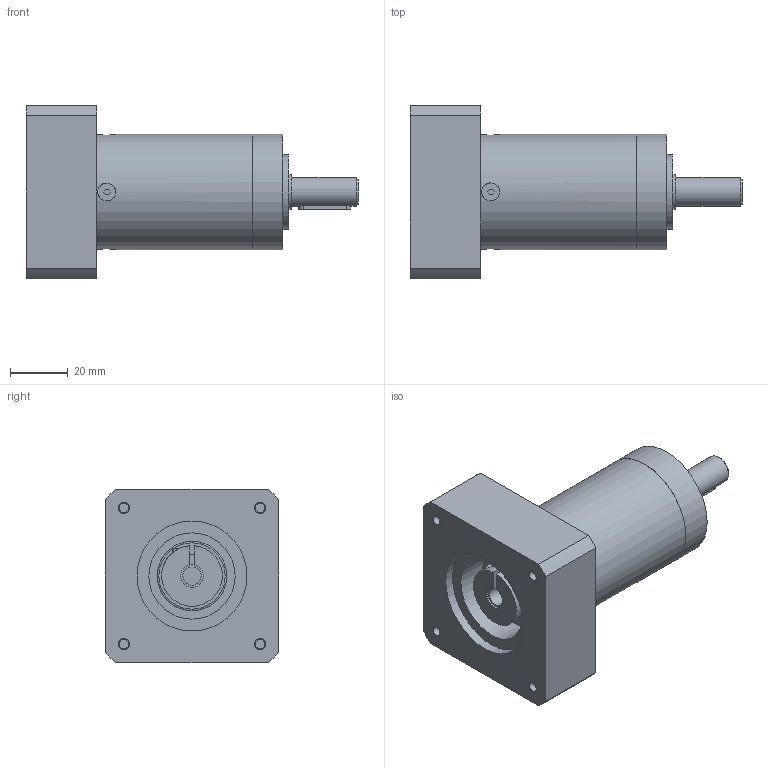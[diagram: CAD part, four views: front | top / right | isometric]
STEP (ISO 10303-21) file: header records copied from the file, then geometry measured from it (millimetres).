
FILE_DESCRIPTION((''),'2;1');
FILE_NAME('GPLE40-3S-F56_NEMA23.stp','2014-04-23T14:12:07',('schneid_a'),(''),'Autodesk Inventor 2010','Autodesk Inventor 2010','');
FILE_SCHEMA(('AUTOMOTIVE_DESIGN { 1 0 10303 214 1 1 1 1 }'));
Length unit declared in the file: millimetre
Products named in the file (1): mb2384_21_38p1_66p7_M4
Bounding box: 115 x 60 x 60 mm (x, y, z)
Volume: 161461.9 mm3; surface area: 26530.1 mm2
Topology: 1 solids, 10 shells, 131 faces, 290 edges, 191 vertices
Faces by surface type: plane 75, cylinder 50, cone 3, torus 3
Full cylindrical faces by diameter (mm): 2.3 x1, 2.4 x1, 3 x1, 3.2 x1, 3.3 x4, 3.4 x4, 4 x8, 5.5 x1, 7.5 x1, 10 x1, 12 x1, 15 x1, 24 x1, 26 x1, 29.9 x1, 38.1 x1, 39.9 x1, 40 x1
Entity records: 3729 total; most frequent: CARTESIAN_POINT 798, DIRECTION 585, ORIENTED_EDGE 474, EDGE_CURVE 246, AXIS2_PLACEMENT_3D 226, EDGE_LOOP 199, VERTEX_POINT 185, VECTOR 133
